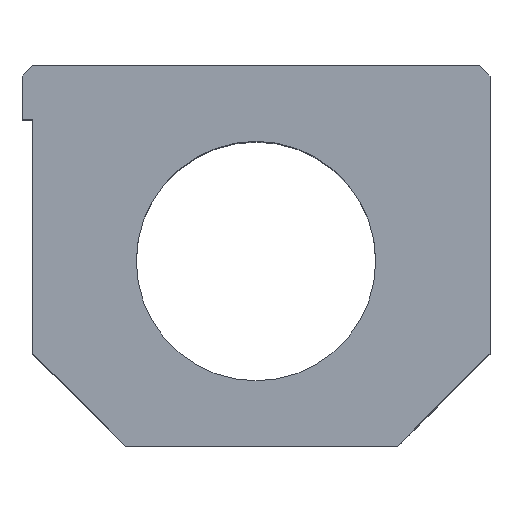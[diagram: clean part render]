
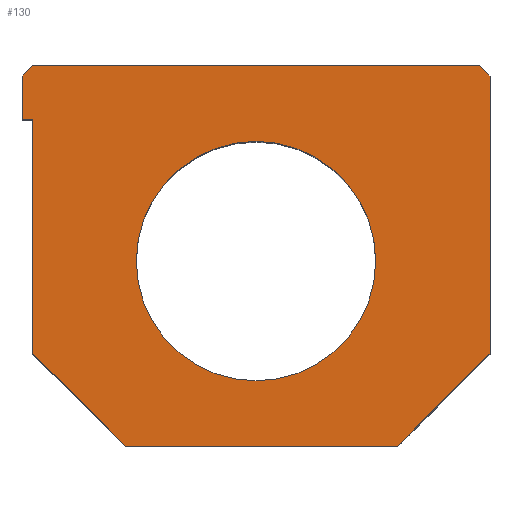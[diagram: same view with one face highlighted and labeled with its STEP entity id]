
A CAD part, top view. The second image highlights one B-rep face of the part: STEP entity #130.
In plain terms, the highlighted planar face has unit normal (0, 0, 1).
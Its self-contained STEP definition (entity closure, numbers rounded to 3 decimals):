
#130 = ADVANCED_FACE( '', ( #256, #257 ), #258, .T. );
#256 = FACE_BOUND( '', #385, .T. );
#257 = FACE_OUTER_BOUND( '', #386, .T. );
#258 = PLANE( '', #387 );
#385 = EDGE_LOOP( '', ( #806, #807 ) );
#386 = EDGE_LOOP( '', ( #808, #809, #810, #811, #812, #813, #814, #815, #816, #817 ) );
#387 = AXIS2_PLACEMENT_3D( '', #818, #819, #820 );
#806 = ORIENTED_EDGE( '', *, *, #954, .T. );
#807 = ORIENTED_EDGE( '', *, *, #837, .T. );
#808 = ORIENTED_EDGE( '', *, *, #955, .F. );
#809 = ORIENTED_EDGE( '', *, *, #971, .F. );
#810 = ORIENTED_EDGE( '', *, *, #968, .F. );
#811 = ORIENTED_EDGE( '', *, *, #939, .F. );
#812 = ORIENTED_EDGE( '', *, *, #944, .F. );
#813 = ORIENTED_EDGE( '', *, *, #964, .F. );
#814 = ORIENTED_EDGE( '', *, *, #933, .F. );
#815 = ORIENTED_EDGE( '', *, *, #937, .F. );
#816 = ORIENTED_EDGE( '', *, *, #962, .F. );
#817 = ORIENTED_EDGE( '', *, *, #959, .F. );
#818 = CARTESIAN_POINT( '', ( 0., 0., 39. ) );
#819 = DIRECTION( '', ( 0., 0., 1. ) );
#820 = DIRECTION( '', ( 1., 0., 0. ) );
#837 = EDGE_CURVE( '', #976, #973, #977, .T. );
#933 = EDGE_CURVE( '', #1140, #1142, #1143, .T. );
#937 = EDGE_CURVE( '', #1147, #1140, #1149, .T. );
#939 = EDGE_CURVE( '', #1150, #1152, #1153, .T. );
#944 = EDGE_CURVE( '', #1159, #1150, #1161, .T. );
#954 = EDGE_CURVE( '', #973, #976, #1171, .T. );
#955 = EDGE_CURVE( '', #1172, #1173, #1174, .T. );
#959 = EDGE_CURVE( '', #1173, #1180, #1181, .T. );
#962 = EDGE_CURVE( '', #1180, #1147, #1185, .T. );
#964 = EDGE_CURVE( '', #1142, #1159, #1187, .T. );
#968 = EDGE_CURVE( '', #1152, #1192, #1193, .T. );
#971 = EDGE_CURVE( '', #1192, #1172, #1197, .T. );
#973 = VERTEX_POINT( '', #1199 );
#976 = VERTEX_POINT( '', #1203 );
#977 = CIRCLE( '', #1204, 11. );
#1140 = VERTEX_POINT( '', #1457 );
#1142 = VERTEX_POINT( '', #1460 );
#1143 = LINE( '', #1461, #1462 );
#1147 = VERTEX_POINT( '', #1468 );
#1149 = LINE( '', #1471, #1472 );
#1150 = VERTEX_POINT( '', #1473 );
#1152 = VERTEX_POINT( '', #1476 );
#1153 = LINE( '', #1477, #1478 );
#1159 = VERTEX_POINT( '', #1487 );
#1161 = LINE( '', #1490, #1491 );
#1171 = CIRCLE( '', #1501, 11. );
#1172 = VERTEX_POINT( '', #1502 );
#1173 = VERTEX_POINT( '', #1503 );
#1174 = LINE( '', #1504, #1505 );
#1180 = VERTEX_POINT( '', #1514 );
#1181 = LINE( '', #1515, #1516 );
#1185 = LINE( '', #1522, #1523 );
#1187 = LINE( '', #1526, #1527 );
#1192 = VERTEX_POINT( '', #1535 );
#1193 = LINE( '', #1536, #1537 );
#1197 = LINE( '', #1543, #1544 );
#1199 = CARTESIAN_POINT( '', ( 0., 28., 39. ) );
#1203 = CARTESIAN_POINT( '', ( 0., 6., 39. ) );
#1204 = AXIS2_PLACEMENT_3D( '', #1548, #1549, #1550 );
#1457 = CARTESIAN_POINT( '', ( 21.5, 8.5, 39. ) );
#1460 = CARTESIAN_POINT( '', ( 13., 0., 39. ) );
#1461 = CARTESIAN_POINT( '', ( 13., 0., 39. ) );
#1462 = VECTOR( '', #1732, 1. );
#1468 = CARTESIAN_POINT( '', ( 21.5, 34., 39. ) );
#1471 = CARTESIAN_POINT( '', ( 21.5, 8.5, 39. ) );
#1472 = VECTOR( '', #1736, 1. );
#1473 = CARTESIAN_POINT( '', ( -20.5, 8.5, 39. ) );
#1476 = CARTESIAN_POINT( '', ( -20.5, 30., 39. ) );
#1477 = CARTESIAN_POINT( '', ( -20.5, 30., 39. ) );
#1478 = VECTOR( '', #1738, 1. );
#1487 = CARTESIAN_POINT( '', ( -12., 0., 39. ) );
#1490 = CARTESIAN_POINT( '', ( -20.5, 8.5, 39. ) );
#1491 = VECTOR( '', #1743, 1. );
#1501 = AXIS2_PLACEMENT_3D( '', #1771, #1772, #1773 );
#1502 = CARTESIAN_POINT( '', ( -21.5, 34., 39. ) );
#1503 = CARTESIAN_POINT( '', ( -20.5, 35., 39. ) );
#1504 = CARTESIAN_POINT( '', ( -20.5, 35., 39. ) );
#1505 = VECTOR( '', #1774, 1. );
#1514 = CARTESIAN_POINT( '', ( 20.5, 35., 39. ) );
#1515 = CARTESIAN_POINT( '', ( 20.5, 35., 39. ) );
#1516 = VECTOR( '', #1778, 1. );
#1522 = CARTESIAN_POINT( '', ( 21.5, 34., 39. ) );
#1523 = VECTOR( '', #1781, 1. );
#1526 = CARTESIAN_POINT( '', ( -12., 0., 39. ) );
#1527 = VECTOR( '', #1783, 1. );
#1535 = CARTESIAN_POINT( '', ( -21.5, 30., 39. ) );
#1536 = CARTESIAN_POINT( '', ( -21.5, 30., 39. ) );
#1537 = VECTOR( '', #1787, 1. );
#1543 = CARTESIAN_POINT( '', ( -21.5, 34., 39. ) );
#1544 = VECTOR( '', #1790, 1. );
#1548 = CARTESIAN_POINT( '', ( 0., 17., 39. ) );
#1549 = DIRECTION( '', ( 0., 0., -1. ) );
#1550 = DIRECTION( '', ( 0., 1., 0. ) );
#1732 = DIRECTION( '', ( -0.707, -0.707, 0. ) );
#1736 = DIRECTION( '', ( 0., -1., 0. ) );
#1738 = DIRECTION( '', ( 0., 1., 0. ) );
#1743 = DIRECTION( '', ( -0.707, 0.707, 0. ) );
#1771 = CARTESIAN_POINT( '', ( 0., 17., 39. ) );
#1772 = DIRECTION( '', ( 0., 0., -1. ) );
#1773 = DIRECTION( '', ( 0., 1., 0. ) );
#1774 = DIRECTION( '', ( 0.707, 0.707, 0. ) );
#1778 = DIRECTION( '', ( 1., 0., 0. ) );
#1781 = DIRECTION( '', ( 0.707, -0.707, 0. ) );
#1783 = DIRECTION( '', ( -1., 0., 0. ) );
#1787 = DIRECTION( '', ( -1., 0., 0. ) );
#1790 = DIRECTION( '', ( 0., 1., 0. ) );
